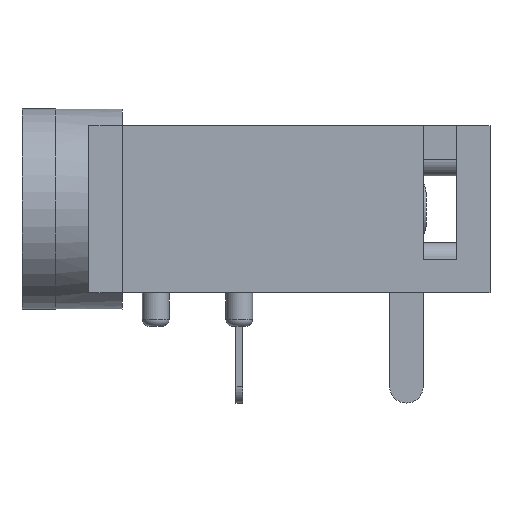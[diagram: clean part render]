
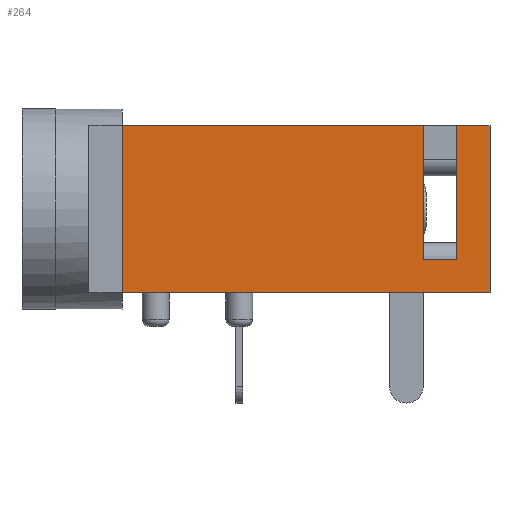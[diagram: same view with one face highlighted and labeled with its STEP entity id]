
A CAD part, left-side view. The second image highlights one B-rep face of the part: STEP entity #264.
In plain terms, the highlighted planar face has unit normal (-1, 0, 0).
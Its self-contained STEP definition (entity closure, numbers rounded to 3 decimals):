
#264=ADVANCED_FACE('',(#2748),#2750,.T.);
#2748=FACE_BOUND('',#2749,.T.);
#2749=EDGE_LOOP('',(#4876,#4877,#4878,#4879,#4880,#4881,#4882,#4883));
#2750=PLANE('',#2751);
#2751=AXIS2_PLACEMENT_3D('',#2752,#2753,#2754);
#2752=CARTESIAN_POINT('',(-6.,-1.,0.));
#2753=DIRECTION('',(-1.,0.,0.));
#2754=DIRECTION('',(0.,-1.,0.));
#4876=ORIENTED_EDGE('',*,*,#6329,.T.);
#4877=ORIENTED_EDGE('',*,*,#6330,.T.);
#4878=ORIENTED_EDGE('',*,*,#6331,.T.);
#4879=ORIENTED_EDGE('',*,*,#6332,.F.);
#4880=ORIENTED_EDGE('',*,*,#6333,.F.);
#4881=ORIENTED_EDGE('',*,*,#6232,.T.);
#4882=ORIENTED_EDGE('',*,*,#6311,.T.);
#4883=ORIENTED_EDGE('',*,*,#6334,.F.);
#6232=EDGE_CURVE('',#6988,#6986,#6989,.T.);
#6311=EDGE_CURVE('',#6986,#7131,#7133,.T.);
#6329=EDGE_CURVE('',#7167,#7168,#7169,.F.);
#6330=EDGE_CURVE('',#7168,#7170,#7171,.T.);
#6331=EDGE_CURVE('',#7170,#7172,#7173,.F.);
#6332=EDGE_CURVE('',#7174,#7172,#7175,.T.);
#6333=EDGE_CURVE('',#6988,#7174,#7176,.T.);
#6334=EDGE_CURVE('',#7167,#7131,#7177,.T.);
#6986=VERTEX_POINT('',#8237);
#6988=VERTEX_POINT('',#8241);
#6989=LINE('',#8242,#8243);
#7131=VERTEX_POINT('',#8552);
#7133=LINE('',#8556,#8557);
#7167=VERTEX_POINT('',#8626);
#7168=VERTEX_POINT('',#8627);
#7169=LINE('',#8628,#8629);
#7170=VERTEX_POINT('',#8631);
#7171=LINE('',#8632,#8633);
#7172=VERTEX_POINT('',#8635);
#7173=LINE('',#8636,#8637);
#7174=VERTEX_POINT('',#8639);
#7175=LINE('',#8640,#8641);
#7176=LINE('',#8643,#8644);
#7177=LINE('',#8646,#8647);
#8237=CARTESIAN_POINT('',(-6.,-12.,0.));
#8241=CARTESIAN_POINT('',(-6.,-1.,0.));
#8242=CARTESIAN_POINT('',(-6.,-1.,0.));
#8243=VECTOR('',#8244,1.);
#8244=DIRECTION('',(0.,-1.,0.));
#8552=CARTESIAN_POINT('',(-6.,-12.,5.));
#8556=CARTESIAN_POINT('',(-6.,-12.,0.));
#8557=VECTOR('',#8558,1.);
#8558=DIRECTION('',(0.,0.,1.));
#8626=CARTESIAN_POINT('',(-6.,-11.,5.));
#8627=CARTESIAN_POINT('',(-6.,-11.,1.));
#8628=CARTESIAN_POINT('',(-6.,-11.,1.));
#8629=VECTOR('',#8630,1.);
#8630=DIRECTION('',(0.,0.,1.));
#8631=CARTESIAN_POINT('',(-6.,-10.,1.));
#8632=CARTESIAN_POINT('',(-6.,-11.,1.));
#8633=VECTOR('',#8634,1.);
#8634=DIRECTION('',(0.,1.,0.));
#8635=CARTESIAN_POINT('',(-6.,-10.,5.));
#8636=CARTESIAN_POINT('',(-6.,-10.,5.));
#8637=VECTOR('',#8638,1.);
#8638=DIRECTION('',(0.,0.,-1.));
#8639=CARTESIAN_POINT('',(-6.,-1.,5.));
#8640=CARTESIAN_POINT('',(-6.,-1.,5.));
#8641=VECTOR('',#8642,1.);
#8642=DIRECTION('',(0.,-1.,0.));
#8643=CARTESIAN_POINT('',(-6.,-1.,0.));
#8644=VECTOR('',#8645,1.);
#8645=DIRECTION('',(0.,0.,1.));
#8646=CARTESIAN_POINT('',(-6.,-11.,5.));
#8647=VECTOR('',#8648,1.);
#8648=DIRECTION('',(0.,-1.,0.));
